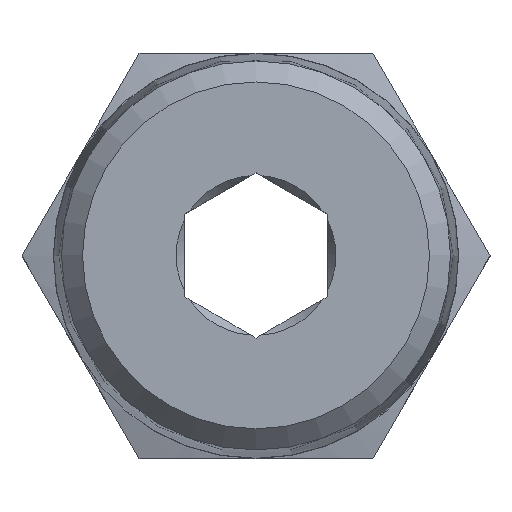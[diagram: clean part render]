
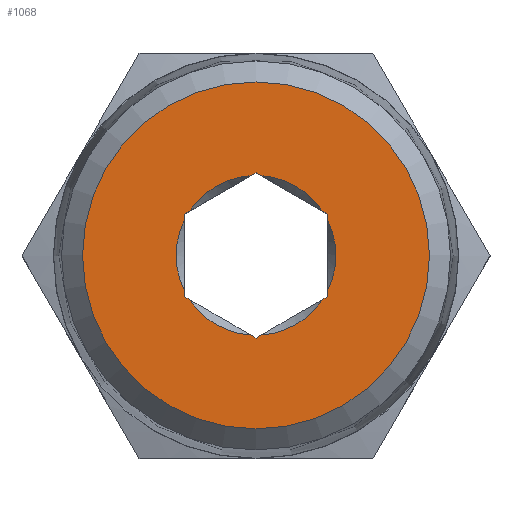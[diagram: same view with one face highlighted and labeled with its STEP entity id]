
A CAD part, top view. The second image highlights one B-rep face of the part: STEP entity #1068.
In plain terms, the highlighted planar face has unit normal (0, 0, 1).
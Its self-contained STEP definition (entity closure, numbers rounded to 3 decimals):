
#29=LINE('',#1607,#59);
#30=LINE('',#1609,#60);
#31=LINE('',#1610,#61);
#32=LINE('',#1612,#62);
#33=LINE('',#1616,#63);
#34=LINE('',#1618,#64);
#35=LINE('',#1619,#65);
#36=LINE('',#1621,#66);
#37=LINE('',#1622,#67);
#38=LINE('',#1624,#68);
#39=LINE('',#1625,#69);
#40=LINE('',#1627,#70);
#59=VECTOR('',#1284,1000.);
#60=VECTOR('',#1285,1000.);
#61=VECTOR('',#1286,1000.);
#62=VECTOR('',#1287,1000.);
#63=VECTOR('',#1290,1000.);
#64=VECTOR('',#1291,1000.);
#65=VECTOR('',#1292,1000.);
#66=VECTOR('',#1293,1000.);
#67=VECTOR('',#1294,1000.);
#68=VECTOR('',#1295,1000.);
#69=VECTOR('',#1296,1000.);
#70=VECTOR('',#1297,1000.);
#97=PLANE('',#1142);
#107=CIRCLE('',#1099,3.35);
#108=CIRCLE('',#1101,3.35);
#109=CIRCLE('',#1103,3.35);
#110=CIRCLE('',#1105,3.35);
#111=CIRCLE('',#1107,3.35);
#126=CIRCLE('',#1143,7.275);
#127=CIRCLE('',#1144,3.35);
#228=ORIENTED_EDGE('',*,*,#389,.F.);
#229=ORIENTED_EDGE('',*,*,#390,.F.);
#230=ORIENTED_EDGE('',*,*,#391,.F.);
#231=ORIENTED_EDGE('',*,*,#336,.T.);
#232=ORIENTED_EDGE('',*,*,#392,.F.);
#233=ORIENTED_EDGE('',*,*,#393,.F.);
#234=ORIENTED_EDGE('',*,*,#394,.T.);
#235=ORIENTED_EDGE('',*,*,#395,.F.);
#236=ORIENTED_EDGE('',*,*,#396,.F.);
#237=ORIENTED_EDGE('',*,*,#344,.T.);
#238=ORIENTED_EDGE('',*,*,#397,.F.);
#239=ORIENTED_EDGE('',*,*,#398,.F.);
#240=ORIENTED_EDGE('',*,*,#342,.T.);
#241=ORIENTED_EDGE('',*,*,#399,.F.);
#242=ORIENTED_EDGE('',*,*,#400,.F.);
#243=ORIENTED_EDGE('',*,*,#340,.T.);
#244=ORIENTED_EDGE('',*,*,#401,.F.);
#245=ORIENTED_EDGE('',*,*,#402,.F.);
#246=ORIENTED_EDGE('',*,*,#338,.T.);
#336=EDGE_CURVE('',#432,#431,#107,.T.);
#338=EDGE_CURVE('',#434,#433,#108,.T.);
#340=EDGE_CURVE('',#436,#435,#109,.T.);
#342=EDGE_CURVE('',#438,#437,#110,.T.);
#344=EDGE_CURVE('',#440,#439,#111,.T.);
#389=EDGE_CURVE('',#473,#473,#126,.T.);
#390=EDGE_CURVE('',#474,#433,#29,.T.);
#391=EDGE_CURVE('',#432,#474,#30,.T.);
#392=EDGE_CURVE('',#475,#431,#31,.T.);
#393=EDGE_CURVE('',#476,#475,#32,.T.);
#394=EDGE_CURVE('',#476,#477,#127,.T.);
#395=EDGE_CURVE('',#478,#477,#33,.T.);
#396=EDGE_CURVE('',#440,#478,#34,.T.);
#397=EDGE_CURVE('',#479,#439,#35,.T.);
#398=EDGE_CURVE('',#438,#479,#36,.T.);
#399=EDGE_CURVE('',#480,#437,#37,.T.);
#400=EDGE_CURVE('',#436,#480,#38,.T.);
#401=EDGE_CURVE('',#481,#435,#39,.T.);
#402=EDGE_CURVE('',#434,#481,#40,.T.);
#431=VERTEX_POINT('',#1396);
#432=VERTEX_POINT('',#1397);
#433=VERTEX_POINT('',#1405);
#434=VERTEX_POINT('',#1406);
#435=VERTEX_POINT('',#1414);
#436=VERTEX_POINT('',#1415);
#437=VERTEX_POINT('',#1424);
#438=VERTEX_POINT('',#1425);
#439=VERTEX_POINT('',#1433);
#440=VERTEX_POINT('',#1434);
#473=VERTEX_POINT('',#1606);
#474=VERTEX_POINT('',#1608);
#475=VERTEX_POINT('',#1611);
#476=VERTEX_POINT('',#1613);
#477=VERTEX_POINT('',#1615);
#478=VERTEX_POINT('',#1617);
#479=VERTEX_POINT('',#1620);
#480=VERTEX_POINT('',#1623);
#481=VERTEX_POINT('',#1626);
#560=EDGE_LOOP('',(#228));
#561=EDGE_LOOP('',(#229,#230,#231,#232,#233,#234,#235,#236,#237,#238,#239,
#240,#241,#242,#243,#244,#245,#246));
#630=FACE_BOUND('',#560,.T.);
#631=FACE_BOUND('',#561,.T.);
#1068=ADVANCED_FACE('',(#630,#631),#97,.F.);
#1099=AXIS2_PLACEMENT_3D('',#1398,#1188,#1189);
#1101=AXIS2_PLACEMENT_3D('',#1407,#1192,#1193);
#1103=AXIS2_PLACEMENT_3D('',#1416,#1196,#1197);
#1105=AXIS2_PLACEMENT_3D('',#1426,#1200,#1201);
#1107=AXIS2_PLACEMENT_3D('',#1435,#1204,#1205);
#1142=AXIS2_PLACEMENT_3D('',#1604,#1280,#1281);
#1143=AXIS2_PLACEMENT_3D('',#1605,#1282,#1283);
#1144=AXIS2_PLACEMENT_3D('',#1614,#1288,#1289);
#1188=DIRECTION('',(0.,0.,-1.));
#1189=DIRECTION('',(-1.,0.,0.));
#1192=DIRECTION('',(0.,0.,-1.));
#1193=DIRECTION('',(-1.,0.,0.));
#1196=DIRECTION('',(0.,0.,-1.));
#1197=DIRECTION('',(-1.,0.,0.));
#1200=DIRECTION('',(0.,0.,-1.));
#1201=DIRECTION('',(-1.,0.,0.));
#1204=DIRECTION('',(0.,0.,-1.));
#1205=DIRECTION('',(-1.,0.,0.));
#1280=DIRECTION('',(0.,0.,-1.));
#1281=DIRECTION('',(-1.,0.,0.));
#1282=DIRECTION('',(0.,0.,-1.));
#1283=DIRECTION('',(-1.,0.,0.));
#1284=DIRECTION('',(0.866,-0.5,0.));
#1285=DIRECTION('',(0.,-1.,0.));
#1286=DIRECTION('',(0.,-1.,0.));
#1287=DIRECTION('',(-0.866,-0.5,0.));
#1288=DIRECTION('',(0.,0.,-1.));
#1289=DIRECTION('',(-1.,0.,0.));
#1290=DIRECTION('',(-0.866,-0.5,0.));
#1291=DIRECTION('',(-0.866,0.5,0.));
#1292=DIRECTION('',(-0.866,0.5,0.));
#1293=DIRECTION('',(0.,1.,0.));
#1294=DIRECTION('',(0.,1.,0.));
#1295=DIRECTION('',(0.866,0.5,0.));
#1296=DIRECTION('',(0.866,0.5,0.));
#1297=DIRECTION('',(0.866,-0.5,0.));
#1396=CARTESIAN_POINT('',(-3.,1.491,11.));
#1397=CARTESIAN_POINT('',(-3.,-1.491,11.));
#1398=CARTESIAN_POINT('',(0.,0.,11.));
#1405=CARTESIAN_POINT('',(-2.791,-1.853,11.));
#1406=CARTESIAN_POINT('',(-0.209,-3.344,11.));
#1407=CARTESIAN_POINT('',(0.,0.,11.));
#1414=CARTESIAN_POINT('',(0.209,-3.344,11.));
#1415=CARTESIAN_POINT('',(2.791,-1.853,11.));
#1416=CARTESIAN_POINT('',(0.,0.,11.));
#1424=CARTESIAN_POINT('',(3.,-1.491,11.));
#1425=CARTESIAN_POINT('',(3.,1.491,11.));
#1426=CARTESIAN_POINT('',(0.,0.,11.));
#1433=CARTESIAN_POINT('',(2.791,1.853,11.));
#1434=CARTESIAN_POINT('',(0.209,3.344,11.));
#1435=CARTESIAN_POINT('',(0.,0.,11.));
#1604=CARTESIAN_POINT('',(0.,0.,11.));
#1605=CARTESIAN_POINT('',(0.,0.,11.));
#1606=CARTESIAN_POINT('',(-7.275,0.,11.));
#1607=CARTESIAN_POINT('',(-3.,-1.732,11.));
#1608=CARTESIAN_POINT('',(-3.,-1.732,11.));
#1609=CARTESIAN_POINT('',(-3.,1.732,11.));
#1610=CARTESIAN_POINT('',(-3.,1.732,11.));
#1611=CARTESIAN_POINT('',(-3.,1.732,11.));
#1612=CARTESIAN_POINT('',(0.,3.464,11.));
#1613=CARTESIAN_POINT('',(-2.791,1.853,11.));
#1614=CARTESIAN_POINT('',(0.,0.,11.));
#1615=CARTESIAN_POINT('',(-0.209,3.344,11.));
#1616=CARTESIAN_POINT('',(0.,3.464,11.));
#1617=CARTESIAN_POINT('',(0.,3.464,11.));
#1618=CARTESIAN_POINT('',(3.,1.732,11.));
#1619=CARTESIAN_POINT('',(3.,1.732,11.));
#1620=CARTESIAN_POINT('',(3.,1.732,11.));
#1621=CARTESIAN_POINT('',(3.,-1.732,11.));
#1622=CARTESIAN_POINT('',(3.,-1.732,11.));
#1623=CARTESIAN_POINT('',(3.,-1.732,11.));
#1624=CARTESIAN_POINT('',(0.,-3.464,11.));
#1625=CARTESIAN_POINT('',(0.,-3.464,11.));
#1626=CARTESIAN_POINT('',(0.,-3.464,11.));
#1627=CARTESIAN_POINT('',(-3.,-1.732,11.));
